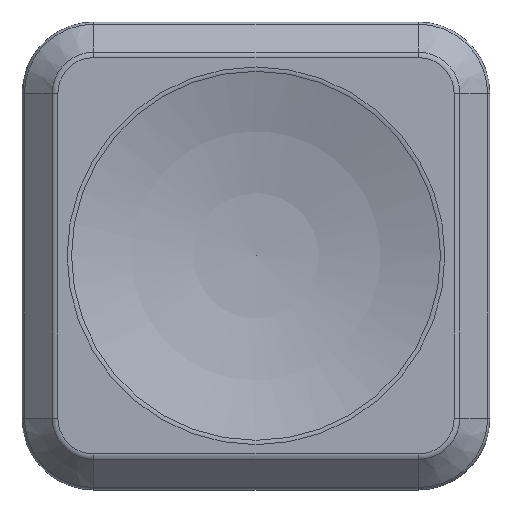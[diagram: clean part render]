
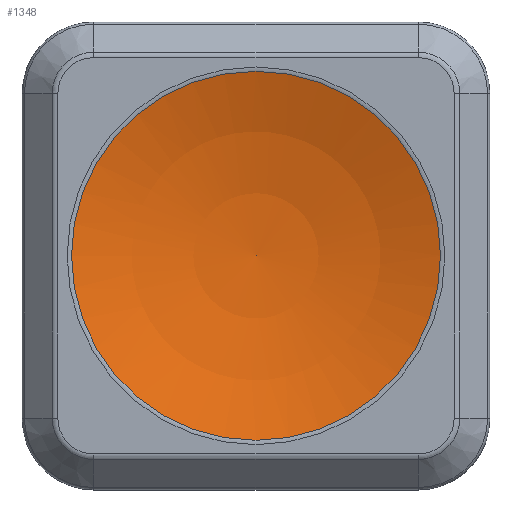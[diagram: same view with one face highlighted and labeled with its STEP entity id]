
A CAD part, top view. The second image highlights one B-rep face of the part: STEP entity #1348.
In plain terms, the highlighted spherical face has radius 21.25 mm.
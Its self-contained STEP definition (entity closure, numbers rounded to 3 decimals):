
#20=SPHERICAL_SURFACE('',#1508,21.25);
#362=FACE_OUTER_BOUND('',#449,.T.);
#449=EDGE_LOOP('',(#1160,#1161,#1162,#1163));
#530=CIRCLE('',#1501,7.1);
#531=CIRCLE('',#1502,7.1);
#536=CIRCLE('',#1509,21.25);
#652=VERTEX_POINT('',#2304);
#653=VERTEX_POINT('',#2306);
#662=VERTEX_POINT('',#2327);
#822=EDGE_CURVE('',#652,#653,#530,.T.);
#823=EDGE_CURVE('',#653,#652,#531,.T.);
#832=EDGE_CURVE('',#662,#653,#536,.T.);
#1160=ORIENTED_EDGE('',*,*,#822,.F.);
#1161=ORIENTED_EDGE('',*,*,#823,.F.);
#1162=ORIENTED_EDGE('',*,*,#832,.F.);
#1163=ORIENTED_EDGE('',*,*,#832,.T.);
#1348=ADVANCED_FACE('',(#362),#20,.F.);
#1501=AXIS2_PLACEMENT_3D('',#2307,#1870,#1871);
#1502=AXIS2_PLACEMENT_3D('',#2308,#1872,#1873);
#1508=AXIS2_PLACEMENT_3D('',#2326,#1888,#1889);
#1509=AXIS2_PLACEMENT_3D('',#2328,#1890,#1891);
#1870=DIRECTION('center_axis',(0.,0.,-1.));
#1871=DIRECTION('ref_axis',(0.,1.,0.));
#1872=DIRECTION('center_axis',(0.,0.,-1.));
#1873=DIRECTION('ref_axis',(0.,1.,0.));
#1888=DIRECTION('center_axis',(0.,0.,1.));
#1889=DIRECTION('ref_axis',(1.,0.,0.));
#1890=DIRECTION('center_axis',(0.,1.,0.));
#1891=DIRECTION('ref_axis',(-1.,0.,0.));
#2304=CARTESIAN_POINT('',(16.1,9.,7.471));
#2306=CARTESIAN_POINT('',(1.9,9.,7.471));
#2307=CARTESIAN_POINT('Origin',(9.,9.,7.471));
#2308=CARTESIAN_POINT('Origin',(9.,9.,7.471));
#2326=CARTESIAN_POINT('Origin',(9.,9.,27.5));
#2327=CARTESIAN_POINT('',(9.,9.,6.25));
#2328=CARTESIAN_POINT('Origin',(9.,9.,27.5));
